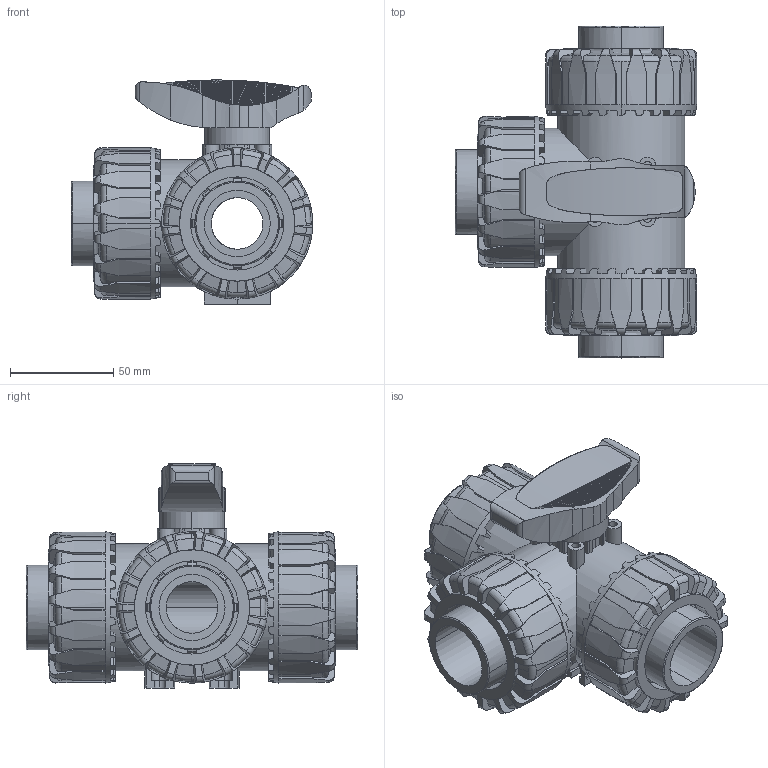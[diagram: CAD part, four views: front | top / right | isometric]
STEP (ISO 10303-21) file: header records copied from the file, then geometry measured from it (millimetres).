
FILE_DESCRIPTION(('STEP AP214'),'1');
FILE_NAME('tkdim032f.stp','2018-03-06T12:57:11',('TraceParts'),('TraceParts S.A.'),'Spatial InterOp 3D',' ',' ');
FILE_SCHEMA(('automotive_design'));
Length unit declared in the file: millimetre
Products named in the file (8): tkdim032f_1; tkdim032f_2; tkdim032f_3; tkdim032f_4; tkdim032f_5; tkdim032f_6; tkdim032f_7; tkdim032f_8
Bounding box: 116.9 x 160.6 x 108.43 mm (x, y, z)
Volume: 640330.8 mm3; surface area: 138891.6 mm2
Topology: 8 solids, 8 shells, 1625 faces, 4670 edges, 3073 vertices
Faces by surface type: plane 1076, cylinder 393, torus 102, cone 54
Entity records: 69270 total; most frequent: CARTESIAN_POINT 12239, DIRECTION 9778, ORIENTED_EDGE 9340, EDGE_CURVE 4670, AXIS2_PLACEMENT_3D 3897, VERTEX_POINT 3073, LINE 1984, VECTOR 1984
